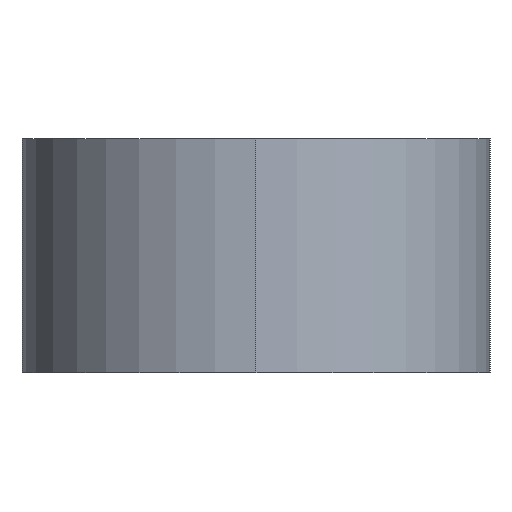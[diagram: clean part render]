
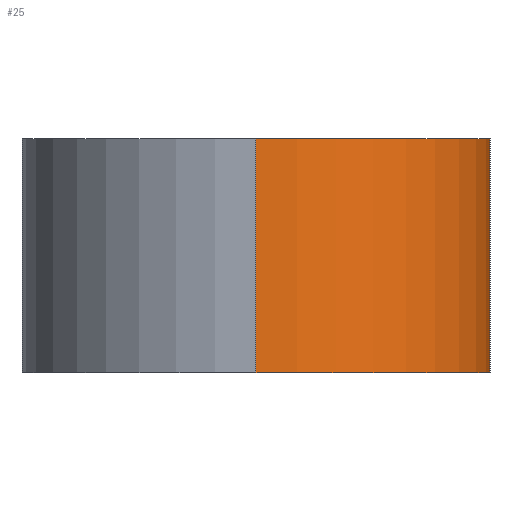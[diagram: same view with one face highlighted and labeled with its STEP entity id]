
A CAD part, left-side view. The second image highlights one B-rep face of the part: STEP entity #25.
In plain terms, the highlighted cylindrical face has radius 3 mm (diameter 6 mm), a partial arc.
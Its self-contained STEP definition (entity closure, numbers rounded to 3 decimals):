
#2 = EDGE_CURVE ( 'NONE', #275, #58, #218, .T. ) ;
#7 = VERTEX_POINT ( 'NONE', #397 ) ;
#12 = DIRECTION ( 'NONE',  ( 1., 0., 0. ) ) ;
#16 = VERTEX_POINT ( 'NONE', #191 ) ;
#25 = ADVANCED_FACE ( 'NONE', ( #79 ), #48, .T. ) ;
#26 = ORIENTED_EDGE ( 'NONE', *, *, #90, .T. ) ;
#28 = CARTESIAN_POINT ( 'NONE',  ( -40.679, 21.83, 0. ) ) ;
#44 = AXIS2_PLACEMENT_3D ( 'NONE', #195, #194, #99 ) ;
#48 = CYLINDRICAL_SURFACE ( 'NONE', #51, 3. ) ;
#51 = AXIS2_PLACEMENT_3D ( 'NONE', #258, #222, #352 ) ;
#58 = VERTEX_POINT ( 'NONE', #28 ) ;
#79 = FACE_OUTER_BOUND ( 'NONE', #154, .T. ) ;
#90 = EDGE_CURVE ( 'NONE', #16, #58, #310, .T. ) ;
#99 = DIRECTION ( 'NONE',  ( 1., 0., 0. ) ) ;
#107 = AXIS2_PLACEMENT_3D ( 'NONE', #372, #136, #12 ) ;
#136 = DIRECTION ( 'NONE',  ( 0., 0., 1. ) ) ;
#140 = CIRCLE ( 'NONE', #107, 3. ) ;
#154 = EDGE_LOOP ( 'NONE', ( #217, #281, #26, #398 ) ) ;
#191 = CARTESIAN_POINT ( 'NONE',  ( -46.277, 23.33, 0. ) ) ;
#194 = DIRECTION ( 'NONE',  ( 0., 0., 1. ) ) ;
#195 = CARTESIAN_POINT ( 'NONE',  ( -43.277, 23.33, 0. ) ) ;
#217 = ORIENTED_EDGE ( 'NONE', *, *, #274, .F. ) ;
#218 = LINE ( 'NONE', #224, #378 ) ;
#222 = DIRECTION ( 'NONE',  ( 0., 0., -1. ) ) ;
#224 = CARTESIAN_POINT ( 'NONE',  ( -40.679, 21.83, 3. ) ) ;
#226 = LINE ( 'NONE', #408, #326 ) ;
#258 = CARTESIAN_POINT ( 'NONE',  ( -43.277, 23.33, 3. ) ) ;
#274 = EDGE_CURVE ( 'NONE', #7, #275, #140, .T. ) ;
#275 = VERTEX_POINT ( 'NONE', #363 ) ;
#281 = ORIENTED_EDGE ( 'NONE', *, *, #365, .T. ) ;
#310 = CIRCLE ( 'NONE', #44, 3. ) ;
#323 = DIRECTION ( 'NONE',  ( 0., 0., -1. ) ) ;
#326 = VECTOR ( 'NONE', #411, 1000. ) ;
#352 = DIRECTION ( 'NONE',  ( -1., 0., 0. ) ) ;
#363 = CARTESIAN_POINT ( 'NONE',  ( -40.679, 21.83, 3. ) ) ;
#365 = EDGE_CURVE ( 'NONE', #7, #16, #226, .T. ) ;
#372 = CARTESIAN_POINT ( 'NONE',  ( -43.277, 23.33, 3. ) ) ;
#378 = VECTOR ( 'NONE', #323, 1000. ) ;
#397 = CARTESIAN_POINT ( 'NONE',  ( -46.277, 23.33, 3. ) ) ;
#398 = ORIENTED_EDGE ( 'NONE', *, *, #2, .F. ) ;
#408 = CARTESIAN_POINT ( 'NONE',  ( -46.277, 23.33, 3. ) ) ;
#411 = DIRECTION ( 'NONE',  ( 0., 0., -1. ) ) ;
